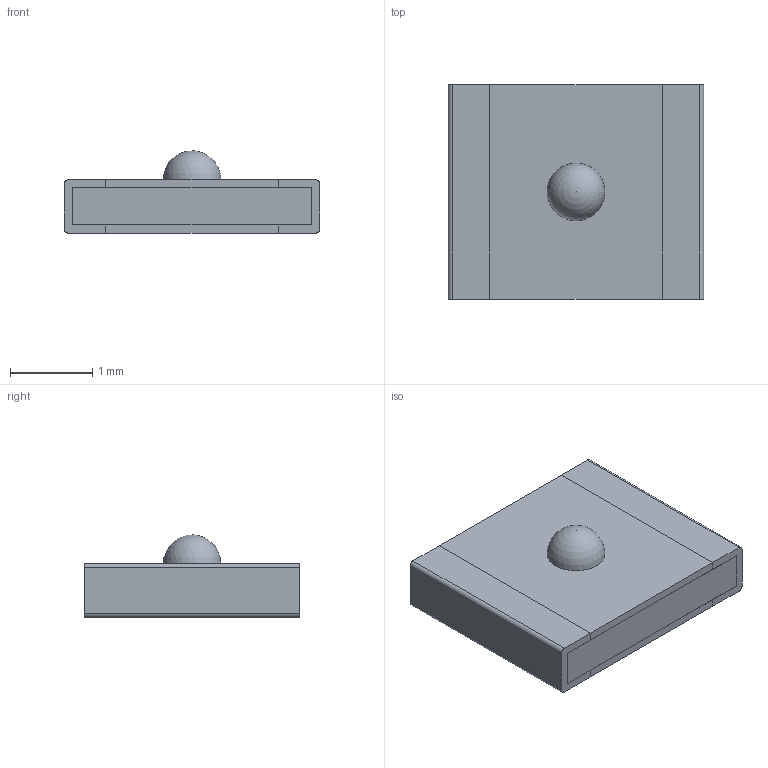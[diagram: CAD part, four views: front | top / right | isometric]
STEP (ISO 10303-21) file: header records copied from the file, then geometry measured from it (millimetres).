
FILE_DESCRIPTION (( 'STEP AP214' ), '1' );
FILE_NAME ( 'LED1210N.STEP', '2022-06-15T22:52:06', ( '' ), ( '' ), '', '©2017 PCB Libraries, Inc.', '' );
FILE_SCHEMA (( 'AUTOMOTIVE_DESIGN' ));
Length unit declared in the file: millimetre
Products named in the file (1): LED1210N
Bounding box: 3.1 x 2.6 x 1 mm (x, y, z)
Volume: 5.3 mm3; surface area: 60.6 mm2
Topology: 5 solids, 5 shells, 45 faces, 105 edges, 70 vertices
Faces by surface type: plane 38, cylinder 6, sphere 1
Entity records: 1440 total; most frequent: CARTESIAN_POINT 216, DIRECTION 206, ORIENTED_EDGE 204, EDGE_CURVE 102, VECTOR 90, LINE 90, VERTEX_POINT 68, AXIS2_PLACEMENT_3D 58
